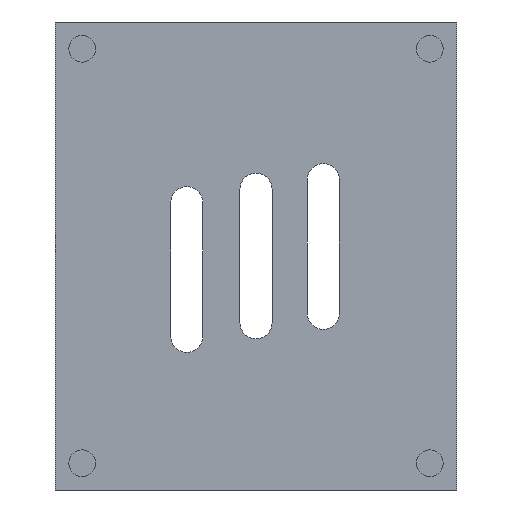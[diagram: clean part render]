
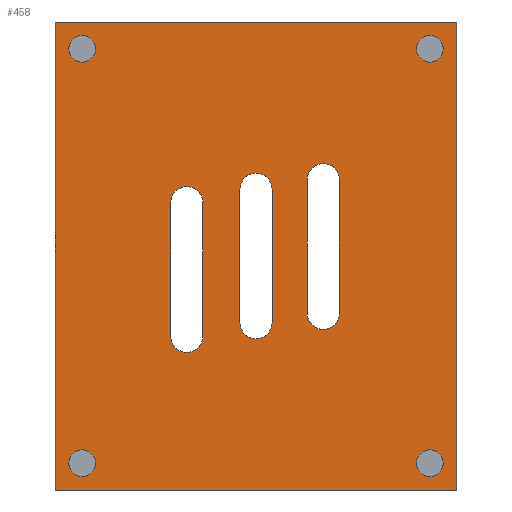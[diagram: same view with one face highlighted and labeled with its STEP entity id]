
A CAD part, front view. The second image highlights one B-rep face of the part: STEP entity #458.
In plain terms, the highlighted planar face has unit normal (0, -1, 0).
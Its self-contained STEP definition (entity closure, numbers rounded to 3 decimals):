
#18=FACE_BOUND('',#96,.T.);
#19=FACE_BOUND('',#97,.T.);
#20=FACE_BOUND('',#98,.T.);
#21=FACE_BOUND('',#99,.T.);
#22=FACE_BOUND('',#100,.T.);
#23=FACE_BOUND('',#101,.T.);
#24=FACE_BOUND('',#102,.T.);
#40=PLANE('',#518);
#66=FACE_OUTER_BOUND('',#95,.T.);
#95=EDGE_LOOP('',(#403,#404,#405,#406));
#96=EDGE_LOOP('',(#407));
#97=EDGE_LOOP('',(#408));
#98=EDGE_LOOP('',(#409));
#99=EDGE_LOOP('',(#410));
#100=EDGE_LOOP('',(#411,#412,#413,#414));
#101=EDGE_LOOP('',(#415,#416,#417,#418));
#102=EDGE_LOOP('',(#419,#420,#421,#422));
#109=LINE('',#689,#149);
#114=LINE('',#702,#154);
#117=LINE('',#713,#157);
#122=LINE('',#726,#162);
#125=LINE('',#737,#165);
#130=LINE('',#750,#170);
#131=LINE('',#757,#171);
#135=LINE('',#765,#175);
#138=LINE('',#771,#178);
#141=LINE('',#776,#181);
#149=VECTOR('',#561,10.);
#154=VECTOR('',#574,10.);
#157=VECTOR('',#585,10.);
#162=VECTOR('',#598,10.);
#165=VECTOR('',#609,10.);
#170=VECTOR('',#622,10.);
#171=VECTOR('',#631,10.);
#175=VECTOR('',#637,10.);
#178=VECTOR('',#642,10.);
#181=VECTOR('',#647,10.);
#184=CIRCLE('',#475,5.);
#186=CIRCLE('',#479,5.);
#188=CIRCLE('',#483,5.);
#190=CIRCLE('',#487,5.);
#192=CIRCLE('',#492,6.);
#194=CIRCLE('',#496,6.);
#196=CIRCLE('',#500,6.);
#198=CIRCLE('',#504,6.);
#200=CIRCLE('',#508,6.);
#202=CIRCLE('',#512,6.);
#204=VERTEX_POINT('',#657);
#206=VERTEX_POINT('',#664);
#208=VERTEX_POINT('',#671);
#210=VERTEX_POINT('',#678);
#213=VERTEX_POINT('',#686);
#214=VERTEX_POINT('',#688);
#216=VERTEX_POINT('',#694);
#218=VERTEX_POINT('',#700);
#221=VERTEX_POINT('',#710);
#222=VERTEX_POINT('',#712);
#224=VERTEX_POINT('',#718);
#226=VERTEX_POINT('',#724);
#229=VERTEX_POINT('',#734);
#230=VERTEX_POINT('',#736);
#232=VERTEX_POINT('',#742);
#234=VERTEX_POINT('',#748);
#235=VERTEX_POINT('',#755);
#236=VERTEX_POINT('',#756);
#239=VERTEX_POINT('',#764);
#241=VERTEX_POINT('',#770);
#245=EDGE_CURVE('',#204,#204,#184,.T.);
#248=EDGE_CURVE('',#206,#206,#186,.T.);
#251=EDGE_CURVE('',#208,#208,#188,.T.);
#254=EDGE_CURVE('',#210,#210,#190,.T.);
#257=EDGE_CURVE('',#214,#213,#109,.T.);
#261=EDGE_CURVE('',#213,#216,#192,.T.);
#264=EDGE_CURVE('',#216,#218,#114,.T.);
#266=EDGE_CURVE('',#218,#214,#194,.T.);
#269=EDGE_CURVE('',#222,#221,#117,.T.);
#273=EDGE_CURVE('',#221,#224,#196,.T.);
#276=EDGE_CURVE('',#224,#226,#122,.T.);
#278=EDGE_CURVE('',#226,#222,#198,.T.);
#281=EDGE_CURVE('',#230,#229,#125,.T.);
#285=EDGE_CURVE('',#229,#232,#200,.T.);
#288=EDGE_CURVE('',#232,#234,#130,.T.);
#290=EDGE_CURVE('',#234,#230,#202,.T.);
#291=EDGE_CURVE('',#235,#236,#131,.T.);
#295=EDGE_CURVE('',#239,#235,#135,.T.);
#298=EDGE_CURVE('',#241,#239,#138,.T.);
#301=EDGE_CURVE('',#236,#241,#141,.T.);
#403=ORIENTED_EDGE('',*,*,#301,.F.);
#404=ORIENTED_EDGE('',*,*,#291,.F.);
#405=ORIENTED_EDGE('',*,*,#295,.F.);
#406=ORIENTED_EDGE('',*,*,#298,.F.);
#407=ORIENTED_EDGE('',*,*,#245,.T.);
#408=ORIENTED_EDGE('',*,*,#248,.T.);
#409=ORIENTED_EDGE('',*,*,#251,.T.);
#410=ORIENTED_EDGE('',*,*,#254,.T.);
#411=ORIENTED_EDGE('',*,*,#257,.T.);
#412=ORIENTED_EDGE('',*,*,#261,.T.);
#413=ORIENTED_EDGE('',*,*,#264,.T.);
#414=ORIENTED_EDGE('',*,*,#266,.T.);
#415=ORIENTED_EDGE('',*,*,#269,.T.);
#416=ORIENTED_EDGE('',*,*,#273,.T.);
#417=ORIENTED_EDGE('',*,*,#276,.T.);
#418=ORIENTED_EDGE('',*,*,#278,.T.);
#419=ORIENTED_EDGE('',*,*,#281,.T.);
#420=ORIENTED_EDGE('',*,*,#285,.T.);
#421=ORIENTED_EDGE('',*,*,#288,.T.);
#422=ORIENTED_EDGE('',*,*,#290,.T.);
#458=ADVANCED_FACE('',(#66,#18,#19,#20,#21,#22,#23,#24),#40,.F.);
#475=AXIS2_PLACEMENT_3D('',#659,#526,#527);
#479=AXIS2_PLACEMENT_3D('',#666,#535,#536);
#483=AXIS2_PLACEMENT_3D('',#673,#544,#545);
#487=AXIS2_PLACEMENT_3D('',#680,#553,#554);
#492=AXIS2_PLACEMENT_3D('',#696,#568,#569);
#496=AXIS2_PLACEMENT_3D('',#705,#579,#580);
#500=AXIS2_PLACEMENT_3D('',#720,#592,#593);
#504=AXIS2_PLACEMENT_3D('',#729,#603,#604);
#508=AXIS2_PLACEMENT_3D('',#744,#616,#617);
#512=AXIS2_PLACEMENT_3D('',#753,#627,#628);
#518=AXIS2_PLACEMENT_3D('',#779,#651,#652);
#526=DIRECTION('center_axis',(0.,1.,0.));
#527=DIRECTION('ref_axis',(1.,0.,0.));
#535=DIRECTION('center_axis',(0.,1.,0.));
#536=DIRECTION('ref_axis',(1.,0.,0.));
#544=DIRECTION('center_axis',(0.,1.,0.));
#545=DIRECTION('ref_axis',(1.,0.,0.));
#553=DIRECTION('center_axis',(0.,1.,0.));
#554=DIRECTION('ref_axis',(1.,0.,0.));
#561=DIRECTION('',(0.,0.,1.));
#568=DIRECTION('center_axis',(0.,1.,0.));
#569=DIRECTION('ref_axis',(-1.,0.,0.));
#574=DIRECTION('',(0.,0.,-1.));
#579=DIRECTION('center_axis',(0.,1.,0.));
#580=DIRECTION('ref_axis',(1.,0.,0.));
#585=DIRECTION('',(0.,0.,1.));
#592=DIRECTION('center_axis',(0.,1.,0.));
#593=DIRECTION('ref_axis',(-1.,0.,0.));
#598=DIRECTION('',(0.,0.,-1.));
#603=DIRECTION('center_axis',(0.,1.,0.));
#604=DIRECTION('ref_axis',(1.,0.,0.));
#609=DIRECTION('',(0.,0.,1.));
#616=DIRECTION('center_axis',(0.,1.,0.));
#617=DIRECTION('ref_axis',(-1.,0.,0.));
#622=DIRECTION('',(0.,0.,-1.));
#627=DIRECTION('center_axis',(0.,1.,0.));
#628=DIRECTION('ref_axis',(1.,0.,0.));
#631=DIRECTION('',(1.,0.,0.));
#637=DIRECTION('',(0.,0.,1.));
#642=DIRECTION('',(-1.,0.,0.));
#647=DIRECTION('',(0.,0.,-1.));
#651=DIRECTION('center_axis',(0.,1.,0.));
#652=DIRECTION('ref_axis',(-1.,0.,0.));
#657=CARTESIAN_POINT('',(-339.064,295.408,172.13));
#659=CARTESIAN_POINT('Origin',(-334.064,295.408,172.13));
#664=CARTESIAN_POINT('',(-469.064,295.408,172.13));
#666=CARTESIAN_POINT('Origin',(-464.064,295.408,172.13));
#671=CARTESIAN_POINT('',(-469.064,295.408,327.13));
#673=CARTESIAN_POINT('Origin',(-464.064,295.408,327.13));
#678=CARTESIAN_POINT('',(-339.064,295.408,327.13));
#680=CARTESIAN_POINT('Origin',(-334.064,295.408,327.13));
#686=CARTESIAN_POINT('',(-430.935,295.408,269.543));
#688=CARTESIAN_POINT('',(-430.935,295.408,219.543));
#689=CARTESIAN_POINT('',(-430.935,295.408,259.586));
#694=CARTESIAN_POINT('',(-418.935,295.408,269.543));
#696=CARTESIAN_POINT('Origin',(-424.935,295.408,269.543));
#700=CARTESIAN_POINT('',(-418.935,295.408,219.543));
#702=CARTESIAN_POINT('',(-418.935,295.408,234.586));
#705=CARTESIAN_POINT('Origin',(-424.935,295.408,219.543));
#710=CARTESIAN_POINT('',(-405.064,295.408,274.63));
#712=CARTESIAN_POINT('',(-405.064,295.408,224.63));
#713=CARTESIAN_POINT('',(-405.064,295.408,262.13));
#718=CARTESIAN_POINT('',(-393.064,295.408,274.63));
#720=CARTESIAN_POINT('Origin',(-399.064,295.408,274.63));
#724=CARTESIAN_POINT('',(-393.064,295.408,224.63));
#726=CARTESIAN_POINT('',(-393.064,295.408,237.13));
#729=CARTESIAN_POINT('Origin',(-399.064,295.408,224.63));
#734=CARTESIAN_POINT('',(-379.892,295.408,278.174));
#736=CARTESIAN_POINT('',(-379.892,295.408,228.174));
#737=CARTESIAN_POINT('',(-379.892,295.408,263.902));
#742=CARTESIAN_POINT('',(-367.892,295.408,278.174));
#744=CARTESIAN_POINT('Origin',(-373.892,295.408,278.174));
#748=CARTESIAN_POINT('',(-367.892,295.408,228.174));
#750=CARTESIAN_POINT('',(-367.892,295.408,238.902));
#753=CARTESIAN_POINT('Origin',(-373.892,295.408,228.174));
#755=CARTESIAN_POINT('',(-474.064,295.408,337.13));
#756=CARTESIAN_POINT('',(-324.064,295.408,337.13));
#757=CARTESIAN_POINT('',(-474.064,295.408,337.13));
#764=CARTESIAN_POINT('',(-474.064,295.408,162.13));
#765=CARTESIAN_POINT('',(-474.064,295.408,162.13));
#770=CARTESIAN_POINT('',(-324.064,295.408,162.13));
#771=CARTESIAN_POINT('',(-324.064,295.408,162.13));
#776=CARTESIAN_POINT('',(-324.064,295.408,337.13));
#779=CARTESIAN_POINT('Origin',(-399.064,295.408,249.63));
